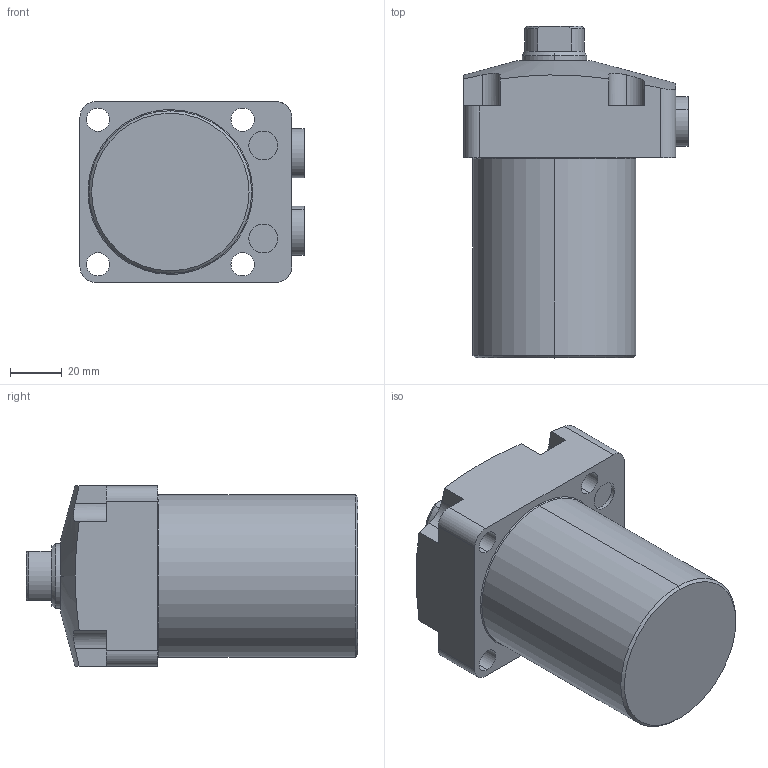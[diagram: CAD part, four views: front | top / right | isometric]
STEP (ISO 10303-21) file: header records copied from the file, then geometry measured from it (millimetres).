
FILE_DESCRIPTION (( 'STEP AP203' ), '1' );
FILE_NAME ('CNA10-60T.STEP', '2019-09-21T08:22:56', ( '微软用户' ), ( '微软中国' ), 'SwSTEP 2.0', 'SolidWorks 2012', '' );
FILE_SCHEMA (( 'CONFIG_CONTROL_DESIGN' ));
Length unit declared in the file: millimetre
Products named in the file (4): CNA10-60T; CNA10-60T_PLUG; CNA10-60T_ROD; CNA10-60T_BODY
Assembly tree (4 placements, depth 2):
  CNA10-60T
    CNA10-60T_BODY
    CNA10-60T_ROD
    CNA10-60T_PLUG  x2
Bounding box: 86.8 x 128.5 x 70 mm (x, y, z)
Volume: 421929.9 mm3; surface area: 54982.6 mm2
Topology: 4 solids, 4 shells, 139 faces, 324 edges, 207 vertices
Faces by surface type: cylinder 57, plane 55, cone 25, bspline 2
Entity records: 4353 total; most frequent: CARTESIAN_POINT 1115, DIRECTION 614, ORIENTED_EDGE 560, EDGE_CURVE 280, AXIS2_PLACEMENT_3D 243, VERTEX_POINT 181, EDGE_LOOP 141, LINE 128
